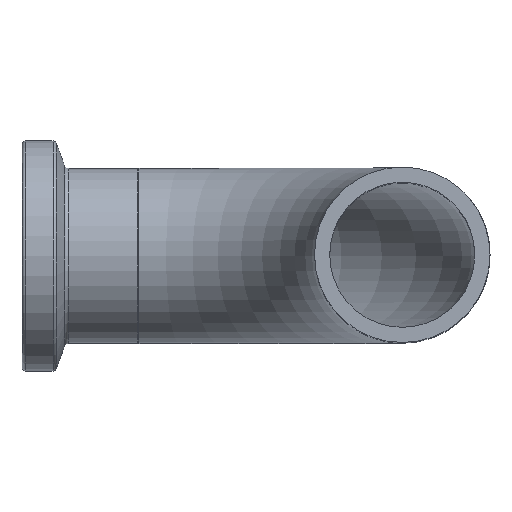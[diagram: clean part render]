
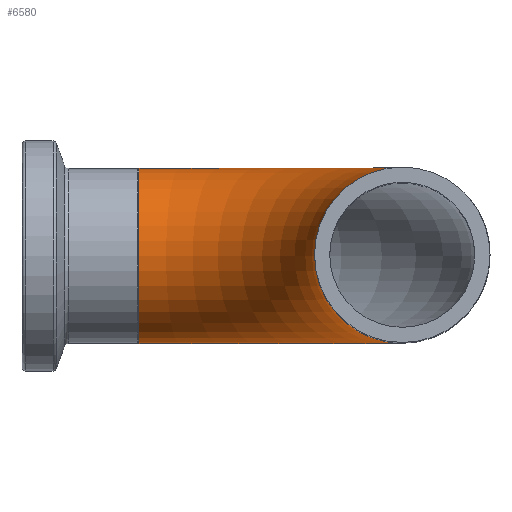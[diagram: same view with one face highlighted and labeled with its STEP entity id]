
A CAD part, top view. The second image highlights one B-rep face of the part: STEP entity #6580.
In plain terms, the highlighted toroidal (fillet/blend) face has major radius 28.575 mm and minor radius 9.525 mm.
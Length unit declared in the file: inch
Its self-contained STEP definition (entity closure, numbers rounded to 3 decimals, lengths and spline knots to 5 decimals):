
#22=TOROIDAL_SURFACE('',#6969,1.125,0.375);
#119=FACE_BOUND('',#1223,.T.);
#804=FACE_OUTER_BOUND('',#1222,.T.);
#1222=EDGE_LOOP('',(#6135));
#1223=EDGE_LOOP('',(#6136));
#1356=CIRCLE('',#6925,0.375);
#1373=CIRCLE('',#6961,0.375);
#3211=VERTEX_POINT('',#14473);
#3228=VERTEX_POINT('',#14526);
#4180=EDGE_CURVE('',#3211,#3211,#1356,.T.);
#4197=EDGE_CURVE('',#3228,#3228,#1373,.T.);
#6135=ORIENTED_EDGE('',*,*,#4180,.T.);
#6136=ORIENTED_EDGE('',*,*,#4197,.T.);
#6580=ADVANCED_FACE('',(#804,#119),#22,.T.);
#6925=AXIS2_PLACEMENT_3D('',#14474,#8079,#8080);
#6961=AXIS2_PLACEMENT_3D('',#14527,#8151,#8152);
#6969=AXIS2_PLACEMENT_3D('',#14538,#8167,#8168);
#8079=DIRECTION('center_axis',(0.,0.,-1.));
#8080=DIRECTION('ref_axis',(1.,0.,0.));
#8151=DIRECTION('center_axis',(1.,0.,0.));
#8152=DIRECTION('ref_axis',(0.,0.,-1.));
#8167=DIRECTION('center_axis',(0.,-1.,0.));
#8168=DIRECTION('ref_axis',(1.,0.,0.));
#14473=CARTESIAN_POINT('',(2.,0.,1.125));
#14474=CARTESIAN_POINT('Origin',(1.625,0.,1.125));
#14526=CARTESIAN_POINT('',(0.5,0.,0.375));
#14527=CARTESIAN_POINT('Origin',(0.5,0.,0.));
#14538=CARTESIAN_POINT('Origin',(0.5,0.,1.125));
